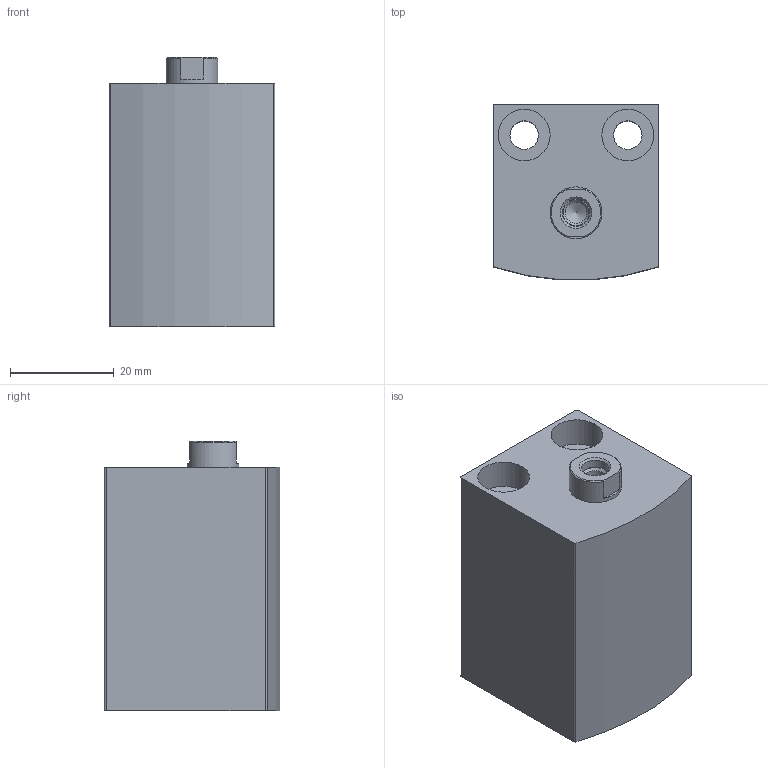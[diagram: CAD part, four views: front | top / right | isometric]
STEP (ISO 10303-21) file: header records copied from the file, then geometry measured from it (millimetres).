
FILE_DESCRIPTION(/* description */ ('STEP AP214'),/* implementation_level */ '2;1');
FILE_NAME(/* name */ '188149_ADVC-20-25-I-P',/* time_stamp */ '2024-08-01T20:53:57+02:00',/* author */ ('License CC BY-ND 4.0'),/* organization */ ('CADENAS'),/* preprocessor_version */ 'ST-DEVELOPER v19.3',/* originating_system */ 'PARTsolutions',/* authorisation */ ' ');
FILE_SCHEMA (('AUTOMOTIVE_DESIGN {1 0 10303 214 3 1 1}'));
Length unit declared in the file: millimetre
Products named in the file (3): 188149 ADVC-20-25-I-P---(asm_0); 188149 ADVC-20-25-I-P---(ZR); 188149 ADVC-20-25-I-P---(K)
Assembly tree (2 placements, depth 2):
  188149 ADVC-20-25-I-P---(asm_0)
    188149 ADVC-20-25-I-P---(ZR)
    188149 ADVC-20-25-I-P---(K)
Bounding box: 32 x 33.9 x 52 mm (x, y, z)
Volume: 41008.3 mm3; surface area: 14649.5 mm2
Topology: 2 solids, 2 shells, 43 faces, 89 edges, 58 vertices
Faces by surface type: plane 19, cylinder 17, cone 7
Full cylindrical faces by diameter (mm): 4.134 x3, 5.3 x1, 5.5 x2, 10 x4, 20 x2
Entity records: 1133 total; most frequent: DIRECTION 200, CARTESIAN_POINT 183, ORIENTED_EDGE 138, AXIS2_PLACEMENT_3D 89, FACE_BOUND 73, EDGE_LOOP 72, EDGE_CURVE 69, VERTEX_POINT 56
